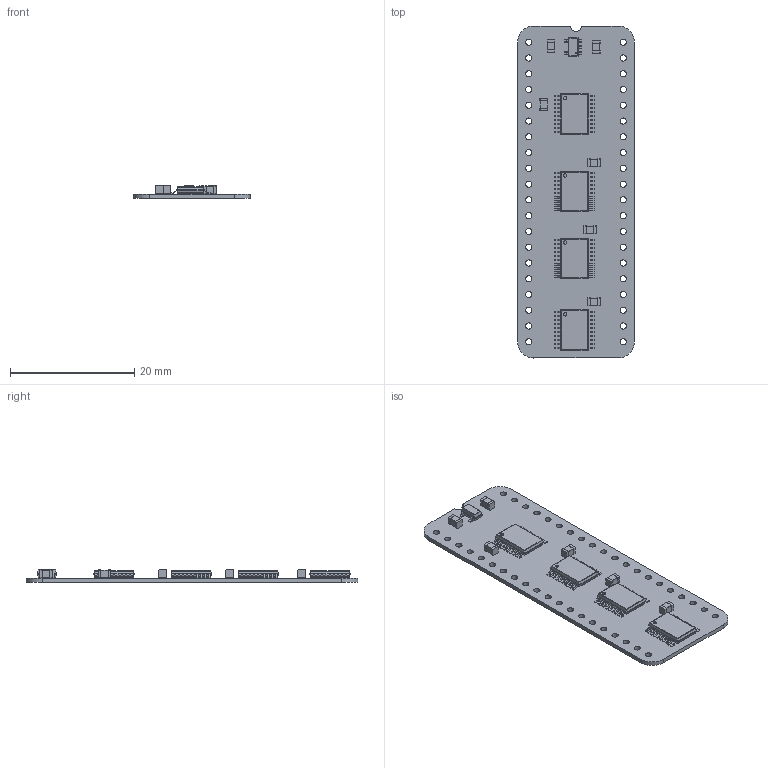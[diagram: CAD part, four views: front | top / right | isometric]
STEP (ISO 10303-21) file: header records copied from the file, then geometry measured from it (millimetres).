
FILE_DESCRIPTION(('KiCad electronic assembly'),'2;1');
FILE_NAME('Video Signal Dragger.step','2024-08-14T13:49:41',('Pcbnew'),( 'Kicad'),'Open CASCADE STEP processor 7.8','KiCad to STEP converter' ,'Unknown');
FILE_SCHEMA(('AUTOMOTIVE_DESIGN { 1 0 10303 214 1 1 1 1 }'));
Length unit declared in the file: millimetre
Products named in the file (8): Video Signal Dragger 1; 74LVC273PW,118; ASSEMBLY; C_0805_2012Metric; AP7365-33WG-7; Video Signal Dragger_PCB
Assembly tree (15 placements, depth 3):
  Video Signal Dragger 1
    74LVC273PW,118  x4
      ASSEMBLY
    C_0805_2012Metric  x6
      C_0805_2012Metric
    AP7365-33WG-7
      ASSEMBLY
    Video Signal Dragger_PCB
Bounding box: 18.8 x 53.49 x 2.05 mm (x, y, z)
Volume: 813.2 mm3; surface area: 2597.8 mm2
Topology: 97 solids, 97 shells, 1445 faces, 3622 edges, 2388 vertices
Faces by surface type: plane 1028, cylinder 417
Full cylindrical faces by diameter (mm): 0.2 x1, 0.55 x4, 1 x40
Entity records: 14056 total; most frequent: DIRECTION 2363, CARTESIAN_POINT 2360, ORIENTED_EDGE 2282, EDGE_CURVE 1141, LINE 857, VECTOR 857, AXIS2_PLACEMENT_3D 753, VERTEX_POINT 750
